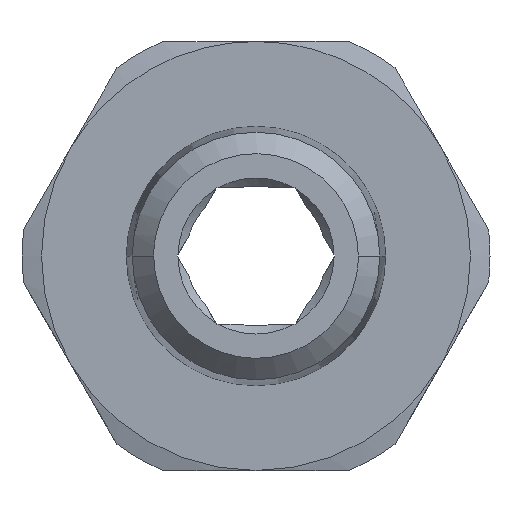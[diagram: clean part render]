
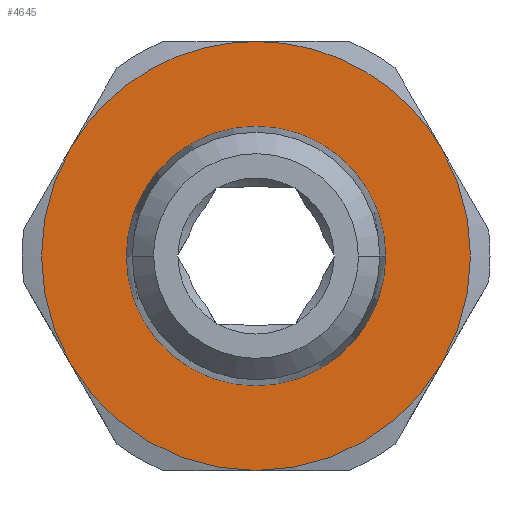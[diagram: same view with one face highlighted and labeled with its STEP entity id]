
A CAD part, front view. The second image highlights one B-rep face of the part: STEP entity #4645.
In plain terms, the highlighted planar face has unit normal (0, -1, 0).
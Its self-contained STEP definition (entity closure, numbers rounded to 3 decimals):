
#249=CARTESIAN_POINT('Vertex',(9.526,0.,-5.5)) ;
#3044=CARTESIAN_POINT('Vertex',(0.,0.,-11.)) ;
#3158=CARTESIAN_POINT('Vertex',(-9.526,0.,-5.5)) ;
#4315=CARTESIAN_POINT('Axis2P3D Location',(0.,0.,0.)) ;
#4319=CARTESIAN_POINT('Vertex',(6.655,0.,0.)) ;
#4321=CARTESIAN_POINT('Vertex',(-6.655,0.,0.)) ;
#4346=CARTESIAN_POINT('Axis2P3D Location',(0.,0.,0.)) ;
#4369=CARTESIAN_POINT('Vertex',(9.526,0.,5.5)) ;
#4372=CARTESIAN_POINT('Axis2P3D Location',(0.,0.,0.)) ;
#4390=CARTESIAN_POINT('Axis2P3D Location',(0.,0.,0.)) ;
#4407=CARTESIAN_POINT('Axis2P3D Location',(0.,0.,0.)) ;
#4424=CARTESIAN_POINT('Axis2P3D Location',(0.,0.,0.)) ;
#4428=CARTESIAN_POINT('Vertex',(-9.526,0.,5.5)) ;
#4598=CARTESIAN_POINT('Axis2P3D Location',(0.,0.,0.)) ;
#4604=CARTESIAN_POINT('Control Point',(0.,0.,11.)) ;
#4605=CARTESIAN_POINT('Control Point',(1.137,0.,11.)) ;
#4606=CARTESIAN_POINT('Control Point',(2.275,0.,10.853)) ;
#4607=CARTESIAN_POINT('Control Point',(3.387,0.,10.559)) ;
#4608=CARTESIAN_POINT('Control Point',(5.51,0.,9.69)) ;
#4609=CARTESIAN_POINT('Control Point',(7.342,0.,8.31)) ;
#4610=CARTESIAN_POINT('Control Point',(8.163,0.,7.505)) ;
#4611=CARTESIAN_POINT('Control Point',(8.889,0.,6.58)) ;
#4612=CARTESIAN_POINT('Control Point',(9.482,0.,5.575)) ;
#4613=CARTESIAN_POINT('Control Point',(9.497,0.,5.55)) ;
#4614=CARTESIAN_POINT('Control Point',(9.512,0.,5.525)) ;
#4615=CARTESIAN_POINT('Control Point',(9.526,0.,5.5)) ;
#4616=CARTESIAN_POINT('Vertex',(0.,0.,11.)) ;
#4620=CARTESIAN_POINT('Control Point',(-9.526,0.,5.5)) ;
#4621=CARTESIAN_POINT('Control Point',(-8.958,0.,6.485)) ;
#4622=CARTESIAN_POINT('Control Point',(-8.262,0.,7.396)) ;
#4623=CARTESIAN_POINT('Control Point',(-7.451,0.,8.213)) ;
#4624=CARTESIAN_POINT('Control Point',(-5.637,0.,9.617)) ;
#4625=CARTESIAN_POINT('Control Point',(-3.526,0.,10.513)) ;
#4626=CARTESIAN_POINT('Control Point',(-2.418,0.,10.822)) ;
#4627=CARTESIAN_POINT('Control Point',(-1.254,0.,10.988)) ;
#4628=CARTESIAN_POINT('Control Point',(-0.087,0.,11.)) ;
#4629=CARTESIAN_POINT('Control Point',(-0.058,0.,11.)) ;
#4630=CARTESIAN_POINT('Control Point',(-0.029,0.,11.)) ;
#4631=CARTESIAN_POINT('Control Point',(0.,0.,11.)) ;
#4316=DIRECTION('Axis2P3D Direction',(-0.,1.,0.)) ;
#4347=DIRECTION('Axis2P3D Direction',(-0.,1.,0.)) ;
#4373=DIRECTION('Axis2P3D Direction',(0.,1.,0.)) ;
#4391=DIRECTION('Axis2P3D Direction',(0.,1.,0.)) ;
#4408=DIRECTION('Axis2P3D Direction',(0.,1.,0.)) ;
#4425=DIRECTION('Axis2P3D Direction',(0.,1.,0.)) ;
#4599=DIRECTION('Axis2P3D Direction',(0.,-1.,0.)) ;
#4600=DIRECTION('Axis2P3D XDirection',(0.,0.,1.)) ;
#4317=AXIS2_PLACEMENT_3D('Circle Axis2P3D',#4315,#4316,$) ;
#4348=AXIS2_PLACEMENT_3D('Circle Axis2P3D',#4346,#4347,$) ;
#4374=AXIS2_PLACEMENT_3D('Circle Axis2P3D',#4372,#4373,$) ;
#4392=AXIS2_PLACEMENT_3D('Circle Axis2P3D',#4390,#4391,$) ;
#4409=AXIS2_PLACEMENT_3D('Circle Axis2P3D',#4407,#4408,$) ;
#4426=AXIS2_PLACEMENT_3D('Circle Axis2P3D',#4424,#4425,$) ;
#4601=AXIS2_PLACEMENT_3D('Plane Axis2P3D',#4598,#4599,#4600) ;
#4634=ORIENTED_EDGE('',*,*,#4430,.F.) ;
#4635=ORIENTED_EDGE('',*,*,#4411,.F.) ;
#4636=ORIENTED_EDGE('',*,*,#4394,.F.) ;
#4637=ORIENTED_EDGE('',*,*,#4376,.F.) ;
#4638=ORIENTED_EDGE('',*,*,#4618,.F.) ;
#4639=ORIENTED_EDGE('',*,*,#4632,.F.) ;
#4642=ORIENTED_EDGE('',*,*,#4350,.T.) ;
#4643=ORIENTED_EDGE('',*,*,#4323,.F.) ;
#4644=FACE_BOUND('',#4641,.T.) ;
#4645=ADVANCED_FACE('PN510B-12R14',(#4640,#4644),#4602,.T.) ;
#4603=B_SPLINE_CURVE_WITH_KNOTS('',5,(#4604,#4605,#4606,#4607,#4608,#4609,#4610,#4611,#4612,#4613,#4614,#4615),.UNSPECIFIED.,.F.,.U.,(6,3,3,6),(0.,8.042,16.085,16.29),.UNSPECIFIED.) ;
#4619=B_SPLINE_CURVE_WITH_KNOTS('',5,(#4620,#4621,#4622,#4623,#4624,#4625,#4626,#4627,#4628,#4629,#4630,#4631),.UNSPECIFIED.,.F.,.U.,(6,3,3,6),(0.,8.042,16.085,16.29),.UNSPECIFIED.) ;
#4318=CIRCLE('generated circle',#4317,6.655) ;
#4349=CIRCLE('generated circle',#4348,6.655) ;
#4375=CIRCLE('generated circle',#4374,11.) ;
#4393=CIRCLE('generated circle',#4392,11.) ;
#4410=CIRCLE('generated circle',#4409,11.) ;
#4427=CIRCLE('generated circle',#4426,11.) ;
#4323=EDGE_CURVE('',#4320,#4322,#4318,.F.) ;
#4350=EDGE_CURVE('',#4320,#4322,#4349,.T.) ;
#4376=EDGE_CURVE('',#4370,#250,#4375,.T.) ;
#4394=EDGE_CURVE('',#250,#3045,#4393,.T.) ;
#4411=EDGE_CURVE('',#3045,#3159,#4410,.T.) ;
#4430=EDGE_CURVE('',#3159,#4429,#4427,.T.) ;
#4618=EDGE_CURVE('',#4617,#4370,#4603,.T.) ;
#4632=EDGE_CURVE('',#4429,#4617,#4619,.T.) ;
#4633=EDGE_LOOP('',(#4634,#4635,#4636,#4637,#4638,#4639)) ;
#4641=EDGE_LOOP('',(#4642,#4643)) ;
#4640=FACE_OUTER_BOUND('',#4633,.T.) ;
#4602=PLANE('',#4601) ;
#250=VERTEX_POINT('',#249) ;
#3045=VERTEX_POINT('',#3044) ;
#3159=VERTEX_POINT('',#3158) ;
#4320=VERTEX_POINT('',#4319) ;
#4322=VERTEX_POINT('',#4321) ;
#4370=VERTEX_POINT('',#4369) ;
#4429=VERTEX_POINT('',#4428) ;
#4617=VERTEX_POINT('',#4616) ;
